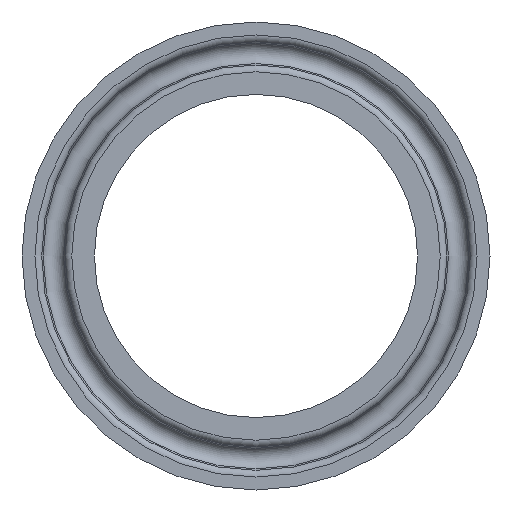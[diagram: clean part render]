
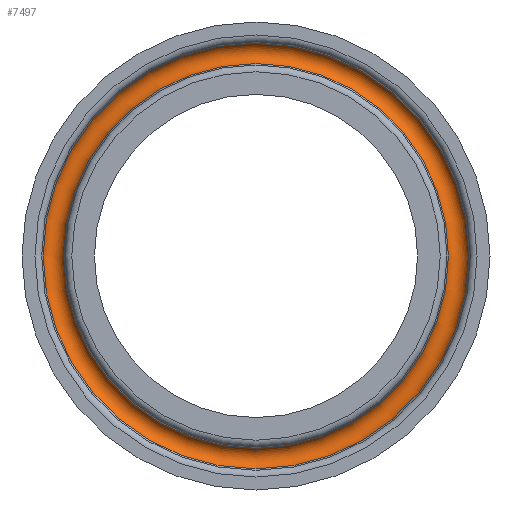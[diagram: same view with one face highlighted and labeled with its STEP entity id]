
A CAD part, left-side view. The second image highlights one B-rep face of the part: STEP entity #7497.
In plain terms, the highlighted toroidal (fillet/blend) face has major radius 21.819 mm and minor radius 1.194 mm.
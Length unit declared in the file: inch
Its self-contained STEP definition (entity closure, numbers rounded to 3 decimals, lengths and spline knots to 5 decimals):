
#25=TOROIDAL_SURFACE('',#8035,0.859,0.047);
#2173=FACE_OUTER_BOUND('',#2621,.T.);
#2621=EDGE_LOOP('',(#7009,#7010,#7011,#7012,#7013,#7014,#7015,#7016));
#2825=CIRCLE('',#8002,0.90226);
#2826=CIRCLE('',#8003,0.90226);
#2827=CIRCLE('',#8004,0.90226);
#2838=CIRCLE('',#8019,0.81574);
#2839=CIRCLE('',#8020,0.81574);
#2840=CIRCLE('',#8021,0.81574);
#2850=CIRCLE('',#8036,0.047);
#3635=VERTEX_POINT('',#16487);
#3636=VERTEX_POINT('',#16488);
#3637=VERTEX_POINT('',#16490);
#3647=VERTEX_POINT('',#16517);
#3648=VERTEX_POINT('',#16518);
#3649=VERTEX_POINT('',#16520);
#4749=EDGE_CURVE('',#3635,#3636,#2825,.T.);
#4750=EDGE_CURVE('',#3636,#3637,#2826,.T.);
#4752=EDGE_CURVE('',#3637,#3635,#2827,.T.);
#4763=EDGE_CURVE('',#3647,#3648,#2838,.T.);
#4764=EDGE_CURVE('',#3649,#3647,#2839,.T.);
#4766=EDGE_CURVE('',#3648,#3649,#2840,.T.);
#4777=EDGE_CURVE('',#3648,#3636,#2850,.T.);
#7009=ORIENTED_EDGE('',*,*,#4763,.T.);
#7010=ORIENTED_EDGE('',*,*,#4777,.T.);
#7011=ORIENTED_EDGE('',*,*,#4749,.F.);
#7012=ORIENTED_EDGE('',*,*,#4752,.F.);
#7013=ORIENTED_EDGE('',*,*,#4750,.F.);
#7014=ORIENTED_EDGE('',*,*,#4777,.F.);
#7015=ORIENTED_EDGE('',*,*,#4766,.T.);
#7016=ORIENTED_EDGE('',*,*,#4764,.T.);
#7497=ADVANCED_FACE('',(#2173),#25,.F.);
#8002=AXIS2_PLACEMENT_3D('',#16489,#9506,#9507);
#8003=AXIS2_PLACEMENT_3D('',#16491,#9508,#9509);
#8004=AXIS2_PLACEMENT_3D('',#16493,#9511,#9512);
#8019=AXIS2_PLACEMENT_3D('',#16519,#9541,#9542);
#8020=AXIS2_PLACEMENT_3D('',#16521,#9543,#9544);
#8021=AXIS2_PLACEMENT_3D('',#16523,#9546,#9547);
#8035=AXIS2_PLACEMENT_3D('',#16545,#9575,#9576);
#8036=AXIS2_PLACEMENT_3D('',#16546,#9577,#9578);
#9506=DIRECTION('center_axis',(1.,0.,0.));
#9507=DIRECTION('ref_axis',(0.,1.,0.));
#9508=DIRECTION('center_axis',(1.,0.,0.));
#9509=DIRECTION('ref_axis',(0.,1.,0.));
#9511=DIRECTION('center_axis',(1.,0.,0.));
#9512=DIRECTION('ref_axis',(0.,1.,0.));
#9541=DIRECTION('center_axis',(1.,0.,0.));
#9542=DIRECTION('ref_axis',(0.,1.,0.));
#9543=DIRECTION('center_axis',(1.,0.,0.));
#9544=DIRECTION('ref_axis',(0.,1.,0.));
#9546=DIRECTION('center_axis',(1.,0.,0.));
#9547=DIRECTION('ref_axis',(0.,1.,0.));
#9575=DIRECTION('center_axis',(1.,0.,0.));
#9576=DIRECTION('ref_axis',(0.,0.,-1.));
#9577=DIRECTION('center_axis',(0.,-1.,0.));
#9578=DIRECTION('ref_axis',(0.,0.,1.));
#16487=CARTESIAN_POINT('',(0.03336,0.90226,0.));
#16488=CARTESIAN_POINT('',(0.03336,0.,0.90226));
#16489=CARTESIAN_POINT('Origin',(0.03336,0.,
0.));
#16490=CARTESIAN_POINT('',(0.03336,-0.90226,0.));
#16491=CARTESIAN_POINT('Origin',(0.03336,0.,
0.));
#16493=CARTESIAN_POINT('Origin',(0.03336,0.,
0.));
#16517=CARTESIAN_POINT('',(0.03336,0.81574,0.));
#16518=CARTESIAN_POINT('',(0.03336,0.,0.81574));
#16519=CARTESIAN_POINT('Origin',(0.03336,0.,
0.));
#16520=CARTESIAN_POINT('',(0.03336,-0.81574,0.));
#16521=CARTESIAN_POINT('Origin',(0.03336,0.,
0.));
#16523=CARTESIAN_POINT('Origin',(0.03336,0.,
0.));
#16545=CARTESIAN_POINT('Origin',(0.015,0.,0.));
#16546=CARTESIAN_POINT('Origin',(0.015,0.,
0.859));
